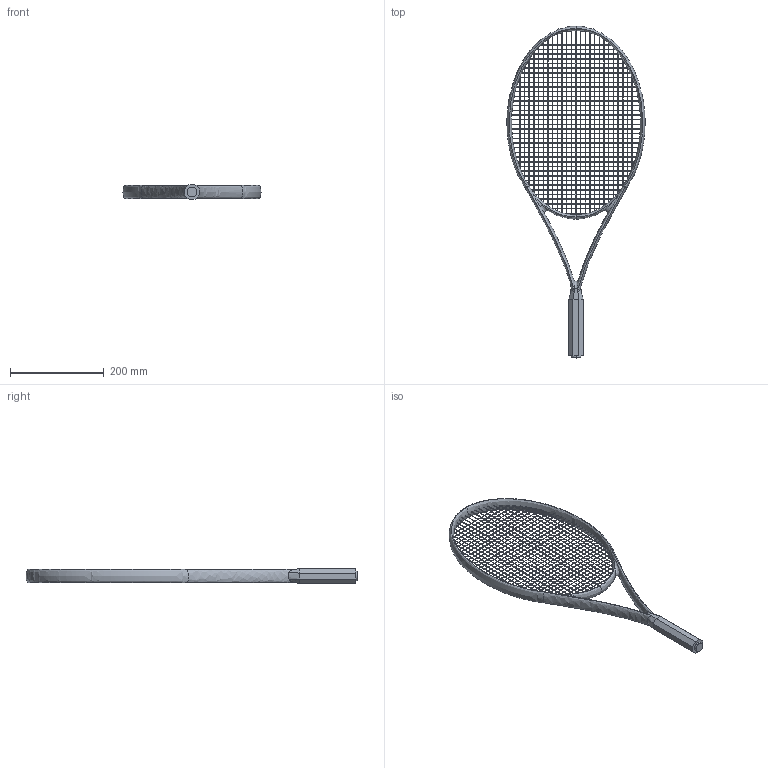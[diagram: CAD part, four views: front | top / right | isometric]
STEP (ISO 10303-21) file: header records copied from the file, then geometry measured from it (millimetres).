
FILE_DESCRIPTION (( 'STEP AP203' ), '1' );
FILE_NAME ('racquet_Default_sldprt.STEP', '2019-06-20T10:47:37', ( '' ), ( '' ), 'SwSTEP 2.0', 'SolidWorks 2018', '' );
FILE_SCHEMA (( 'CONFIG_CONTROL_DESIGN' ));
Length unit declared in the file: millimetre
Products named in the file (1): racquet_Default_sldprt
Bounding box: 295.3 x 709.62 x 30.73 mm (x, y, z)
Volume: 443363.9 mm3; surface area: 159773.3 mm2
Topology: 63 solids, 63 shells, 294 faces, 489 edges, 320 vertices
Faces by surface type: bspline 154, cylinder 126, plane 14
Entity records: 12444 total; most frequent: CARTESIAN_POINT 8166, ORIENTED_EDGE 978, EDGE_CURVE 489, DIRECTION 461, VERTEX_POINT 320, B_SPLINE_CURVE_WITH_KNOTS 302, EDGE_LOOP 297, FACE_OUTER_BOUND 294
